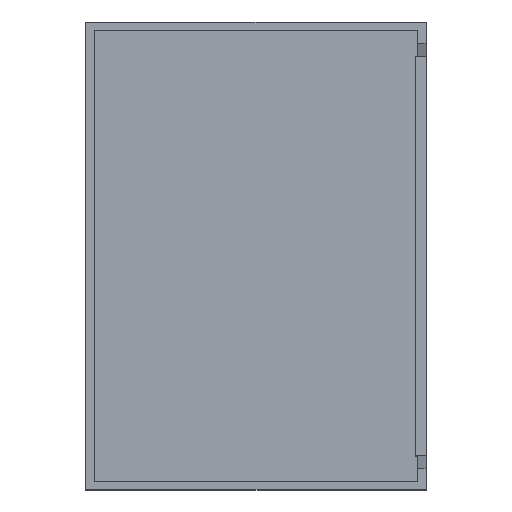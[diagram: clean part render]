
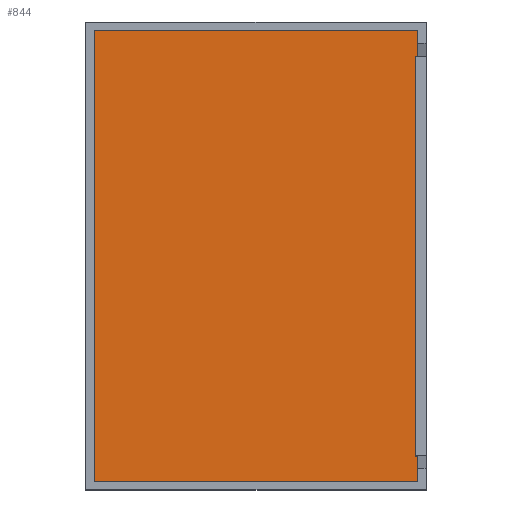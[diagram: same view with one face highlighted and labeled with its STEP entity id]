
A CAD part, top view. The second image highlights one B-rep face of the part: STEP entity #844.
In plain terms, the highlighted face is planar.
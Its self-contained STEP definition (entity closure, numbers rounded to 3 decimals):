
#844=ADVANCED_FACE('',(#1921),#18405,.T.);
#1921=FACE_OUTER_BOUND('',#3026,.T.);
#3026=EDGE_LOOP('',(#4606,#4607,#4608,#4609,#4610,#4611,#4612,#4613));
#4606=ORIENTED_EDGE('',*,*,#10170,.T.);
#4607=ORIENTED_EDGE('',*,*,#10092,.T.);
#4608=ORIENTED_EDGE('',*,*,#10166,.T.);
#4609=ORIENTED_EDGE('',*,*,#10152,.T.);
#4610=ORIENTED_EDGE('',*,*,#10169,.T.);
#4611=ORIENTED_EDGE('',*,*,#10167,.T.);
#4612=ORIENTED_EDGE('',*,*,#10171,.T.);
#4613=ORIENTED_EDGE('',*,*,#10172,.T.);
#10092=EDGE_CURVE('',#16572,#16573,#12919,.T.);
#10152=EDGE_CURVE('',#16629,#16628,#12979,.T.);
#10166=EDGE_CURVE('',#16573,#16629,#12993,.T.);
#10167=EDGE_CURVE('',#16643,#16642,#12994,.T.);
#10169=EDGE_CURVE('',#16628,#16643,#12996,.T.);
#10170=EDGE_CURVE('',#16644,#16572,#12997,.T.);
#10171=EDGE_CURVE('',#16642,#16645,#12998,.T.);
#10172=EDGE_CURVE('',#16645,#16644,#12999,.T.);
#12919=B_SPLINE_CURVE_WITH_KNOTS('',1,(#24918,#24919),.UNSPECIFIED.,.F.,
 .F.,(2,2),(-296.617,0.),.UNSPECIFIED.);
#12979=B_SPLINE_CURVE_WITH_KNOTS('',1,(#25038,#25039),.UNSPECIFIED.,.F.,
 .F.,(2,2),(-5300.,0.),.UNSPECIFIED.);
#12993=B_SPLINE_CURVE_WITH_KNOTS('',1,(#25066,#25067),.UNSPECIFIED.,.F.,
 .F.,(2,2),(-3800.,0.),.UNSPECIFIED.);
#12994=B_SPLINE_CURVE_WITH_KNOTS('',1,(#25068,#25069),.UNSPECIFIED.,.F.,
 .F.,(2,2),(-296.617,0.),.UNSPECIFIED.);
#12996=B_SPLINE_CURVE_WITH_KNOTS('',1,(#25072,#25073),.UNSPECIFIED.,.F.,
 .F.,(2,2),(-3800.,0.),.UNSPECIFIED.);
#12997=B_SPLINE_CURVE_WITH_KNOTS('',1,(#25074,#25075),.UNSPECIFIED.,.F.,
 .F.,(2,2),(0.,30.),.UNSPECIFIED.);
#12998=B_SPLINE_CURVE_WITH_KNOTS('',1,(#25076,#25077),.UNSPECIFIED.,.F.,
 .F.,(2,2),(0.,30.),.UNSPECIFIED.);
#12999=B_SPLINE_CURVE_WITH_KNOTS('',1,(#25078,#25079),.UNSPECIFIED.,.F.,
 .F.,(2,2),(0.,4706.767),.UNSPECIFIED.);
#16572=VERTEX_POINT('',#24802);
#16573=VERTEX_POINT('',#24803);
#16628=VERTEX_POINT('',#24858);
#16629=VERTEX_POINT('',#24859);
#16642=VERTEX_POINT('',#24872);
#16643=VERTEX_POINT('',#24873);
#16644=VERTEX_POINT('',#24874);
#16645=VERTEX_POINT('',#24875);
#18405=PLANE('',#19605);
#19605=AXIS2_PLACEMENT_3D('',#24753,#21548,$);
#21548=DIRECTION('',(0.,0.,-1.));
#24753=CARTESIAN_POINT('',(3180.,-2280.,-180.));
#24802=CARTESIAN_POINT('',(2353.383,1900.,-180.));
#24803=CARTESIAN_POINT('',(2650.,1900.,-180.));
#24858=CARTESIAN_POINT('',(-2650.,-1900.,-180.));
#24859=CARTESIAN_POINT('',(2650.,-1900.,-180.));
#24872=CARTESIAN_POINT('',(-2353.383,1900.,-180.));
#24873=CARTESIAN_POINT('',(-2650.,1900.,-180.));
#24874=CARTESIAN_POINT('',(2353.383,1870.,-180.));
#24875=CARTESIAN_POINT('',(-2353.383,1870.,-180.));
#24918=CARTESIAN_POINT('',(2353.383,1900.,-180.));
#24919=CARTESIAN_POINT('',(2650.,1900.,-180.));
#25038=CARTESIAN_POINT('',(2650.,-1900.,-180.));
#25039=CARTESIAN_POINT('',(-2650.,-1900.,-180.));
#25066=CARTESIAN_POINT('',(2650.,1900.,-180.));
#25067=CARTESIAN_POINT('',(2650.,-1900.,-180.));
#25068=CARTESIAN_POINT('',(-2650.,1900.,-180.));
#25069=CARTESIAN_POINT('',(-2353.383,1900.,-180.));
#25072=CARTESIAN_POINT('',(-2650.,-1900.,-180.));
#25073=CARTESIAN_POINT('',(-2650.,1900.,-180.));
#25074=CARTESIAN_POINT('',(2353.383,1870.,-180.));
#25075=CARTESIAN_POINT('',(2353.383,1900.,-180.));
#25076=CARTESIAN_POINT('',(-2353.383,1900.,-180.));
#25077=CARTESIAN_POINT('',(-2353.383,1870.,-180.));
#25078=CARTESIAN_POINT('',(-2353.383,1870.,-180.));
#25079=CARTESIAN_POINT('',(2353.383,1870.,-180.));
